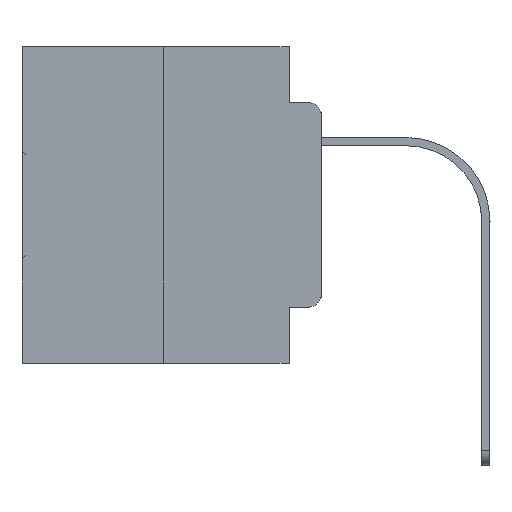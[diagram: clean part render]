
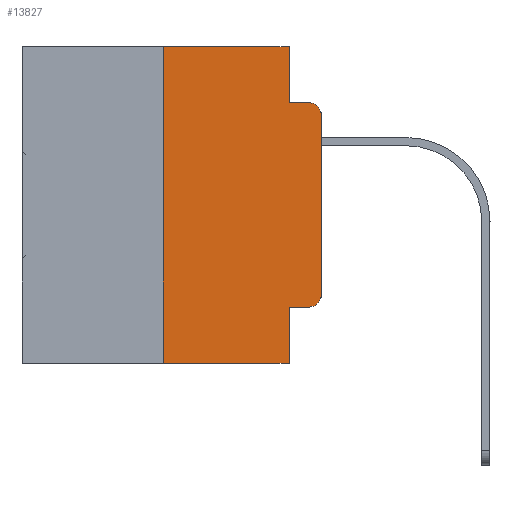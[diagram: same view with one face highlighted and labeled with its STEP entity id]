
A CAD part, left-side view. The second image highlights one B-rep face of the part: STEP entity #13827.
In plain terms, the highlighted planar face has unit normal (-1, 0, 0).
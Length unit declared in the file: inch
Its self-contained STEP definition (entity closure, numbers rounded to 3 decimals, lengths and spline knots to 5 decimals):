
#155 = VERTEX_POINT ( 'NONE', #21686 ) ;
#157 = PLANE ( 'NONE',  #9809 ) ;
#385 = CARTESIAN_POINT ( 'NONE',  ( 0., 0.051, 0. ) ) ;
#610 = DIRECTION ( 'NONE',  ( 0., -1., 0. ) ) ;
#1314 = ORIENTED_EDGE ( 'NONE', *, *, #9401, .F. ) ;
#1818 = ORIENTED_EDGE ( 'NONE', *, *, #18908, .T. ) ;
#2195 = CARTESIAN_POINT ( 'NONE',  ( 0., 0.473, 0. ) ) ;
#2202 = VERTEX_POINT ( 'NONE', #10690 ) ;
#2277 = VERTEX_POINT ( 'NONE', #18304 ) ;
#2621 = DIRECTION ( 'NONE',  ( -1., 0., 0. ) ) ;
#2853 = EDGE_LOOP ( 'NONE', ( #1818, #8229, #1314, #30436, #13196, #8192, #5421, #3277, #27543, #23965 ) ) ;
#3277 = ORIENTED_EDGE ( 'NONE', *, *, #31372, .F. ) ;
#3361 = CARTESIAN_POINT ( 'NONE',  ( 0., 0.051, 0. ) ) ;
#3596 = VERTEX_POINT ( 'NONE', #11005 ) ;
#3979 = VECTOR ( 'NONE', #16564, 39.37008 ) ;
#5069 = CARTESIAN_POINT ( 'NONE',  ( 0., 0., -0.3915 ) ) ;
#5184 = VECTOR ( 'NONE', #10429, 39.37008 ) ;
#5332 = CARTESIAN_POINT ( 'NONE',  ( 0., 0.02, -0.1085 ) ) ;
#5421 = ORIENTED_EDGE ( 'NONE', *, *, #13266, .T. ) ;
#5512 = EDGE_CURVE ( 'NONE', #3596, #9771, #12932, .T. ) ;
#6401 = AXIS2_PLACEMENT_3D ( 'NONE', #21286, #28593, #26187 ) ;
#6866 = LINE ( 'NONE', #25360, #3979 ) ;
#8015 = VERTEX_POINT ( 'NONE', #5069 ) ;
#8185 = CARTESIAN_POINT ( 'NONE',  ( 0., 0.051, -0.0885 ) ) ;
#8192 = ORIENTED_EDGE ( 'NONE', *, *, #9815, .F. ) ;
#8229 = ORIENTED_EDGE ( 'NONE', *, *, #5512, .T. ) ;
#8499 = DIRECTION ( 'NONE',  ( 0., -1., 0. ) ) ;
#8836 = CARTESIAN_POINT ( 'NONE',  ( 0., 0.051, -0.4115 ) ) ;
#9121 = VECTOR ( 'NONE', #21559, 39.37008 ) ;
#9401 = EDGE_CURVE ( 'NONE', #11703, #9771, #24856, .T. ) ;
#9771 = VERTEX_POINT ( 'NONE', #24204 ) ;
#9809 = AXIS2_PLACEMENT_3D ( 'NONE', #2195, #16831, #26525 ) ;
#9815 = EDGE_CURVE ( 'NONE', #24057, #2202, #24360, .T. ) ;
#9905 = CARTESIAN_POINT ( 'NONE',  ( 0., 0.25, -0.5 ) ) ;
#10429 = DIRECTION ( 'NONE',  ( 0., 0., -1. ) ) ;
#10544 = DIRECTION ( 'NONE',  ( 0., 0., 1. ) ) ;
#10690 = CARTESIAN_POINT ( 'NONE',  ( 0., 0.25, 0. ) ) ;
#11005 = CARTESIAN_POINT ( 'NONE',  ( 0., 0., -0.1085 ) ) ;
#11024 = VECTOR ( 'NONE', #11642, 39.37008 ) ;
#11642 = DIRECTION ( 'NONE',  ( 0., 0., 1. ) ) ;
#11703 = VERTEX_POINT ( 'NONE', #20192 ) ;
#12521 = LINE ( 'NONE', #27478, #29088 ) ;
#12541 = EDGE_CURVE ( 'NONE', #24132, #11703, #24401, .T. ) ;
#12932 = CIRCLE ( 'NONE', #30731, 0.02 ) ;
#13196 = ORIENTED_EDGE ( 'NONE', *, *, #29624, .F. ) ;
#13266 = EDGE_CURVE ( 'NONE', #24057, #155, #12521, .T. ) ;
#13827 = ADVANCED_FACE ( 'NONE', ( #28929 ), #157, .F. ) ;
#15808 = VERTEX_POINT ( 'NONE', #8836 ) ;
#16564 = DIRECTION ( 'NONE',  ( 0., -1., 0. ) ) ;
#16831 = DIRECTION ( 'NONE',  ( 1., 0., 0. ) ) ;
#16962 = VECTOR ( 'NONE', #10544, 39.37008 ) ;
#17067 = LINE ( 'NONE', #385, #27451 ) ;
#18304 = CARTESIAN_POINT ( 'NONE',  ( 0., 0.02, -0.4115 ) ) ;
#18908 = EDGE_CURVE ( 'NONE', #8015, #3596, #28207, .T. ) ;
#19793 = LINE ( 'NONE', #24551, #9121 ) ;
#20192 = CARTESIAN_POINT ( 'NONE',  ( 0., 0.051, -0.0885 ) ) ;
#21286 = CARTESIAN_POINT ( 'NONE',  ( 0., 0.02, -0.3915 ) ) ;
#21510 = VECTOR ( 'NONE', #8499, 39.37008 ) ;
#21559 = DIRECTION ( 'NONE',  ( 0., -1., 0. ) ) ;
#21686 = CARTESIAN_POINT ( 'NONE',  ( 0., 0.051, -0.5 ) ) ;
#22017 = CARTESIAN_POINT ( 'NONE',  ( 0., 0.051, 0. ) ) ;
#23663 = CIRCLE ( 'NONE', #6401, 0.02 ) ;
#23965 = ORIENTED_EDGE ( 'NONE', *, *, #28337, .T. ) ;
#24057 = VERTEX_POINT ( 'NONE', #9905 ) ;
#24132 = VERTEX_POINT ( 'NONE', #3361 ) ;
#24204 = CARTESIAN_POINT ( 'NONE',  ( 0., 0.02, -0.0885 ) ) ;
#24360 = LINE ( 'NONE', #27549, #16962 ) ;
#24401 = LINE ( 'NONE', #22017, #5184 ) ;
#24551 = CARTESIAN_POINT ( 'NONE',  ( 0., 0.473, 0. ) ) ;
#24856 = LINE ( 'NONE', #8185, #21510 ) ;
#25029 = DIRECTION ( 'NONE',  ( 0., 0., -1. ) ) ;
#25360 = CARTESIAN_POINT ( 'NONE',  ( 0., 0.051, -0.4115 ) ) ;
#25796 = CARTESIAN_POINT ( 'NONE',  ( 0., 0., 0. ) ) ;
#26187 = DIRECTION ( 'NONE',  ( 0., 0., -1. ) ) ;
#26525 = DIRECTION ( 'NONE',  ( 0., 0., -1. ) ) ;
#26547 = EDGE_CURVE ( 'NONE', #15808, #2277, #6866, .T. ) ;
#26764 = DIRECTION ( 'NONE',  ( 0., 0., -1. ) ) ;
#27451 = VECTOR ( 'NONE', #26764, 39.37008 ) ;
#27478 = CARTESIAN_POINT ( 'NONE',  ( 0., 0.473, -0.5 ) ) ;
#27543 = ORIENTED_EDGE ( 'NONE', *, *, #26547, .T. ) ;
#27549 = CARTESIAN_POINT ( 'NONE',  ( 0., 0.25, 0. ) ) ;
#28207 = LINE ( 'NONE', #25796, #11024 ) ;
#28337 = EDGE_CURVE ( 'NONE', #2277, #8015, #23663, .T. ) ;
#28593 = DIRECTION ( 'NONE',  ( -1., 0., 0. ) ) ;
#28929 = FACE_OUTER_BOUND ( 'NONE', #2853, .T. ) ;
#29088 = VECTOR ( 'NONE', #610, 39.37008 ) ;
#29624 = EDGE_CURVE ( 'NONE', #2202, #24132, #19793, .T. ) ;
#30436 = ORIENTED_EDGE ( 'NONE', *, *, #12541, .F. ) ;
#30731 = AXIS2_PLACEMENT_3D ( 'NONE', #5332, #2621, #25029 ) ;
#31372 = EDGE_CURVE ( 'NONE', #15808, #155, #17067, .T. ) ;
